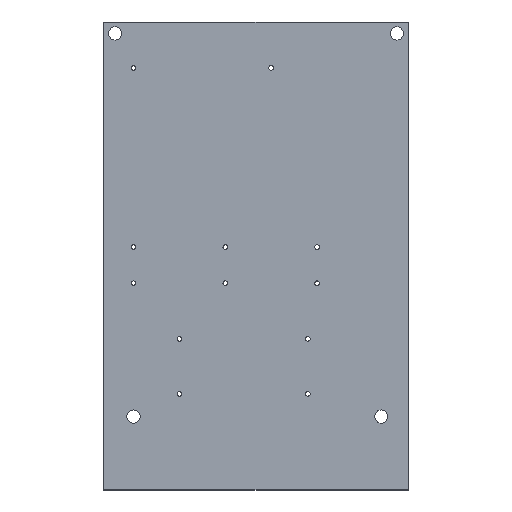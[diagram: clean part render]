
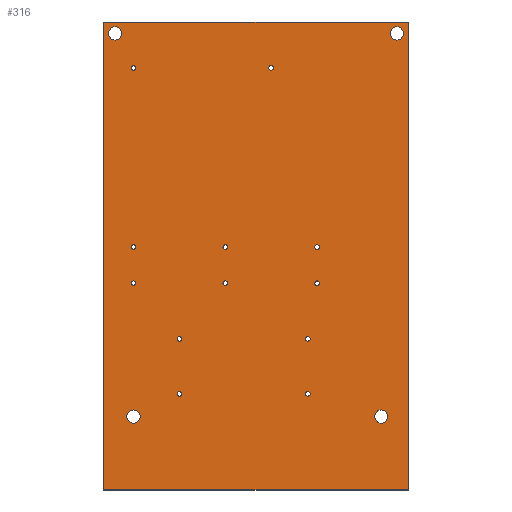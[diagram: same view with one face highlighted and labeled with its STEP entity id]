
A CAD part, top view. The second image highlights one B-rep face of the part: STEP entity #316.
In plain terms, the highlighted planar face has unit normal (0, 0, 1).
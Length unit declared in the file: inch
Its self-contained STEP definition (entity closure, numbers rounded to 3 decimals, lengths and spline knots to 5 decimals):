
#65=CARTESIAN_POINT('',(1.66,3.25,0.06));
#66=DIRECTION('',(0.,0.,-1.));
#67=DIRECTION('',(-1.,0.,0.));
#68=AXIS2_PLACEMENT_3D('',#65,#66,#67);
#69=PLANE('',#68);
#70=CARTESIAN_POINT('',(0.59,-0.80315,0.06));
#71=VERTEX_POINT('',#70);
#72=CARTESIAN_POINT('',(0.565,-0.80315,0.06));
#73=DIRECTION('',(0.,0.,1.));
#74=DIRECTION('',(1.,0.,-0.));
#75=AXIS2_PLACEMENT_3D('',#72,#73,#74);
#76=CIRCLE('',#75,0.025);
#77=EDGE_CURVE('',#71,#71,#76,.T.);
#78=ORIENTED_EDGE('',*,*,#77,.F.);
#79=EDGE_LOOP('',(#78));
#80=FACE_BOUND('',#79,.T.);
#81=CARTESIAN_POINT('',(-0.81,-0.80315,0.06));
#82=VERTEX_POINT('',#81);
#83=CARTESIAN_POINT('',(-0.835,-0.80315,0.06));
#84=DIRECTION('',(0.,0.,1.));
#85=DIRECTION('',(1.,0.,-0.));
#86=AXIS2_PLACEMENT_3D('',#83,#84,#85);
#87=CIRCLE('',#86,0.025);
#88=EDGE_CURVE('',#82,#82,#87,.T.);
#89=ORIENTED_EDGE('',*,*,#88,.F.);
#90=EDGE_LOOP('',(#89));
#91=FACE_BOUND('',#90,.T.);
#92=CARTESIAN_POINT('',(0.59,-0.20315,0.06));
#93=VERTEX_POINT('',#92);
#94=CARTESIAN_POINT('',(0.565,-0.20315,0.06));
#95=DIRECTION('',(0.,0.,1.));
#96=DIRECTION('',(1.,0.,-0.));
#97=AXIS2_PLACEMENT_3D('',#94,#95,#96);
#98=CIRCLE('',#97,0.025);
#99=EDGE_CURVE('',#93,#93,#98,.T.);
#100=ORIENTED_EDGE('',*,*,#99,.F.);
#101=EDGE_LOOP('',(#100));
#102=FACE_BOUND('',#101,.T.);
#103=CARTESIAN_POINT('',(-0.81,-0.20315,0.06));
#104=VERTEX_POINT('',#103);
#105=CARTESIAN_POINT('',(-0.835,-0.20315,0.06));
#106=DIRECTION('',(0.,0.,1.));
#107=DIRECTION('',(1.,0.,-0.));
#108=AXIS2_PLACEMENT_3D('',#105,#106,#107);
#109=CIRCLE('',#108,0.025);
#110=EDGE_CURVE('',#104,#104,#109,.T.);
#111=ORIENTED_EDGE('',*,*,#110,.F.);
#112=EDGE_LOOP('',(#111));
#113=FACE_BOUND('',#112,.T.);
#114=CARTESIAN_POINT('',(0.69,0.40315,0.06));
#115=VERTEX_POINT('',#114);
#116=CARTESIAN_POINT('',(0.665,0.40315,0.06));
#117=DIRECTION('',(0.,0.,1.));
#118=DIRECTION('',(1.,0.,-0.));
#119=AXIS2_PLACEMENT_3D('',#116,#117,#118);
#120=CIRCLE('',#119,0.025);
#121=EDGE_CURVE('',#115,#115,#120,.T.);
#122=ORIENTED_EDGE('',*,*,#121,.F.);
#123=EDGE_LOOP('',(#122));
#124=FACE_BOUND('',#123,.T.);
#125=CARTESIAN_POINT('',(0.69,0.79685,0.06));
#126=VERTEX_POINT('',#125);
#127=CARTESIAN_POINT('',(0.665,0.79685,0.06));
#128=DIRECTION('',(0.,0.,1.));
#129=DIRECTION('',(1.,0.,-0.));
#130=AXIS2_PLACEMENT_3D('',#127,#128,#129);
#131=CIRCLE('',#130,0.025);
#132=EDGE_CURVE('',#126,#126,#131,.T.);
#133=ORIENTED_EDGE('',*,*,#132,.F.);
#134=EDGE_LOOP('',(#133));
#135=FACE_BOUND('',#134,.T.);
#136=CARTESIAN_POINT('',(-0.31,0.40315,0.06));
#137=VERTEX_POINT('',#136);
#138=CARTESIAN_POINT('',(-0.335,0.40315,0.06));
#139=DIRECTION('',(0.,0.,1.));
#140=DIRECTION('',(1.,0.,-0.));
#141=AXIS2_PLACEMENT_3D('',#138,#139,#140);
#142=CIRCLE('',#141,0.025);
#143=EDGE_CURVE('',#137,#137,#142,.T.);
#144=ORIENTED_EDGE('',*,*,#143,.F.);
#145=EDGE_LOOP('',(#144));
#146=FACE_BOUND('',#145,.T.);
#147=CARTESIAN_POINT('',(-0.31,0.79685,0.06));
#148=VERTEX_POINT('',#147);
#149=CARTESIAN_POINT('',(-0.335,0.79685,0.06));
#150=DIRECTION('',(0.,0.,1.));
#151=DIRECTION('',(1.,0.,-0.));
#152=AXIS2_PLACEMENT_3D('',#149,#150,#151);
#153=CIRCLE('',#152,0.025);
#154=EDGE_CURVE('',#148,#148,#153,.T.);
#155=ORIENTED_EDGE('',*,*,#154,.F.);
#156=EDGE_LOOP('',(#155));
#157=FACE_BOUND('',#156,.T.);
#158=CARTESIAN_POINT('',(-1.31,0.40315,0.06));
#159=VERTEX_POINT('',#158);
#160=CARTESIAN_POINT('',(-1.335,0.40315,0.06));
#161=DIRECTION('',(0.,0.,1.));
#162=DIRECTION('',(1.,0.,-0.));
#163=AXIS2_PLACEMENT_3D('',#160,#161,#162);
#164=CIRCLE('',#163,0.025);
#165=EDGE_CURVE('',#159,#159,#164,.T.);
#166=ORIENTED_EDGE('',*,*,#165,.F.);
#167=EDGE_LOOP('',(#166));
#168=FACE_BOUND('',#167,.T.);
#169=CARTESIAN_POINT('',(-1.31,0.79685,0.06));
#170=VERTEX_POINT('',#169);
#171=CARTESIAN_POINT('',(-1.335,0.79685,0.06));
#172=DIRECTION('',(0.,0.,1.));
#173=DIRECTION('',(1.,0.,-0.));
#174=AXIS2_PLACEMENT_3D('',#171,#172,#173);
#175=CIRCLE('',#174,0.025);
#176=EDGE_CURVE('',#170,#170,#175,.T.);
#177=ORIENTED_EDGE('',*,*,#176,.F.);
#178=EDGE_LOOP('',(#177));
#179=FACE_BOUND('',#178,.T.);
#180=CARTESIAN_POINT('',(0.19,2.75,0.06));
#181=VERTEX_POINT('',#180);
#182=CARTESIAN_POINT('',(0.165,2.75,0.06));
#183=DIRECTION('',(0.,0.,1.));
#184=DIRECTION('',(1.,0.,-0.));
#185=AXIS2_PLACEMENT_3D('',#182,#183,#184);
#186=CIRCLE('',#185,0.025);
#187=EDGE_CURVE('',#181,#181,#186,.T.);
#188=ORIENTED_EDGE('',*,*,#187,.F.);
#189=EDGE_LOOP('',(#188));
#190=FACE_BOUND('',#189,.T.);
#191=CARTESIAN_POINT('',(-1.31,2.75,0.06));
#192=VERTEX_POINT('',#191);
#193=CARTESIAN_POINT('',(-1.335,2.75,0.06));
#194=DIRECTION('',(0.,0.,1.));
#195=DIRECTION('',(1.,0.,-0.));
#196=AXIS2_PLACEMENT_3D('',#193,#194,#195);
#197=CIRCLE('',#196,0.025);
#198=EDGE_CURVE('',#192,#192,#197,.T.);
#199=ORIENTED_EDGE('',*,*,#198,.F.);
#200=EDGE_LOOP('',(#199));
#201=FACE_BOUND('',#200,.T.);
#202=CARTESIAN_POINT('',(-1.407,-1.05,0.06));
#203=VERTEX_POINT('',#202);
#204=CARTESIAN_POINT('',(-1.263,-1.05,0.06));
#205=VERTEX_POINT('',#204);
#206=CARTESIAN_POINT('',(-1.335,-1.05,0.06));
#207=DIRECTION('',(0.,0.,1.));
#208=DIRECTION('',(1.,0.,-0.));
#209=AXIS2_PLACEMENT_3D('',#206,#207,#208);
#210=CIRCLE('',#209,0.072);
#211=EDGE_CURVE('',#203,#205,#210,.T.);
#212=ORIENTED_EDGE('',*,*,#211,.F.);
#213=CARTESIAN_POINT('',(-1.335,-1.05,0.06));
#214=DIRECTION('',(0.,0.,1.));
#215=DIRECTION('',(1.,0.,-0.));
#216=AXIS2_PLACEMENT_3D('',#213,#214,#215);
#217=CIRCLE('',#216,0.072);
#218=EDGE_CURVE('',#205,#203,#217,.T.);
#219=ORIENTED_EDGE('',*,*,#218,.F.);
#220=EDGE_LOOP('',(#212,#219));
#221=FACE_BOUND('',#220,.T.);
#222=CARTESIAN_POINT('',(-1.607,3.125,0.06));
#223=VERTEX_POINT('',#222);
#224=CARTESIAN_POINT('',(-1.463,3.125,0.06));
#225=VERTEX_POINT('',#224);
#226=CARTESIAN_POINT('',(-1.535,3.125,0.06));
#227=DIRECTION('',(0.,0.,1.));
#228=DIRECTION('',(1.,0.,-0.));
#229=AXIS2_PLACEMENT_3D('',#226,#227,#228);
#230=CIRCLE('',#229,0.072);
#231=EDGE_CURVE('',#223,#225,#230,.T.);
#232=ORIENTED_EDGE('',*,*,#231,.F.);
#233=CARTESIAN_POINT('',(-1.535,3.125,0.06));
#234=DIRECTION('',(0.,0.,1.));
#235=DIRECTION('',(1.,0.,-0.));
#236=AXIS2_PLACEMENT_3D('',#233,#234,#235);
#237=CIRCLE('',#236,0.072);
#238=EDGE_CURVE('',#225,#223,#237,.T.);
#239=ORIENTED_EDGE('',*,*,#238,.F.);
#240=EDGE_LOOP('',(#232,#239));
#241=FACE_BOUND('',#240,.T.);
#242=CARTESIAN_POINT('',(-1.66,3.25,0.06));
#243=VERTEX_POINT('',#242);
#244=CARTESIAN_POINT('',(-1.66,-1.85,0.06));
#245=VERTEX_POINT('',#244);
#246=CARTESIAN_POINT('',(-1.66,3.25,0.06));
#247=DIRECTION('',(0.,-1.,0.));
#248=VECTOR('',#247,5.1);
#249=LINE('',#246,#248);
#250=EDGE_CURVE('',#243,#245,#249,.T.);
#251=ORIENTED_EDGE('',*,*,#250,.T.);
#252=CARTESIAN_POINT('',(1.66,-1.85,0.06));
#253=VERTEX_POINT('',#252);
#254=CARTESIAN_POINT('',(1.66,-1.85,0.06));
#255=DIRECTION('',(-1.,0.,0.));
#256=VECTOR('',#255,3.32);
#257=LINE('',#254,#256);
#258=EDGE_CURVE('',#253,#245,#257,.T.);
#259=ORIENTED_EDGE('',*,*,#258,.F.);
#260=CARTESIAN_POINT('',(1.66,3.25,0.06));
#261=VERTEX_POINT('',#260);
#262=CARTESIAN_POINT('',(1.66,-1.85,0.06));
#263=DIRECTION('',(0.,1.,0.));
#264=VECTOR('',#263,5.1);
#265=LINE('',#262,#264);
#266=EDGE_CURVE('',#253,#261,#265,.T.);
#267=ORIENTED_EDGE('',*,*,#266,.T.);
#268=CARTESIAN_POINT('',(1.66,3.25,0.06));
#269=DIRECTION('',(-1.,0.,0.));
#270=VECTOR('',#269,3.32);
#271=LINE('',#268,#270);
#272=EDGE_CURVE('',#261,#243,#271,.T.);
#273=ORIENTED_EDGE('',*,*,#272,.T.);
#274=EDGE_LOOP('',(#251,#259,#267,#273));
#275=FACE_BOUND('',#274,.T.);
#276=CARTESIAN_POINT('',(1.463,3.125,0.06));
#277=VERTEX_POINT('',#276);
#278=CARTESIAN_POINT('',(1.607,3.125,0.06));
#279=VERTEX_POINT('',#278);
#280=CARTESIAN_POINT('',(1.535,3.125,0.06));
#281=DIRECTION('',(0.,0.,1.));
#282=DIRECTION('',(1.,0.,-0.));
#283=AXIS2_PLACEMENT_3D('',#280,#281,#282);
#284=CIRCLE('',#283,0.072);
#285=EDGE_CURVE('',#277,#279,#284,.T.);
#286=ORIENTED_EDGE('',*,*,#285,.F.);
#287=CARTESIAN_POINT('',(1.535,3.125,0.06));
#288=DIRECTION('',(0.,0.,1.));
#289=DIRECTION('',(1.,0.,-0.));
#290=AXIS2_PLACEMENT_3D('',#287,#288,#289);
#291=CIRCLE('',#290,0.072);
#292=EDGE_CURVE('',#279,#277,#291,.T.);
#293=ORIENTED_EDGE('',*,*,#292,.F.);
#294=EDGE_LOOP('',(#286,#293));
#295=FACE_BOUND('',#294,.T.);
#296=CARTESIAN_POINT('',(1.293,-1.05,0.06));
#297=VERTEX_POINT('',#296);
#298=CARTESIAN_POINT('',(1.437,-1.05,0.06));
#299=VERTEX_POINT('',#298);
#300=CARTESIAN_POINT('',(1.365,-1.05,0.06));
#301=DIRECTION('',(0.,0.,1.));
#302=DIRECTION('',(1.,0.,-0.));
#303=AXIS2_PLACEMENT_3D('',#300,#301,#302);
#304=CIRCLE('',#303,0.072);
#305=EDGE_CURVE('',#297,#299,#304,.T.);
#306=ORIENTED_EDGE('',*,*,#305,.F.);
#307=CARTESIAN_POINT('',(1.365,-1.05,0.06));
#308=DIRECTION('',(0.,0.,1.));
#309=DIRECTION('',(1.,0.,-0.));
#310=AXIS2_PLACEMENT_3D('',#307,#308,#309);
#311=CIRCLE('',#310,0.072);
#312=EDGE_CURVE('',#299,#297,#311,.T.);
#313=ORIENTED_EDGE('',*,*,#312,.F.);
#314=EDGE_LOOP('',(#306,#313));
#315=FACE_BOUND('',#314,.T.);
#316=ADVANCED_FACE('',(#80,#91,#102,#113,#124,#135,#146,#157,#168,#179,#190,#201,#221,#241,#275,#295,#315),#69,.F.);
